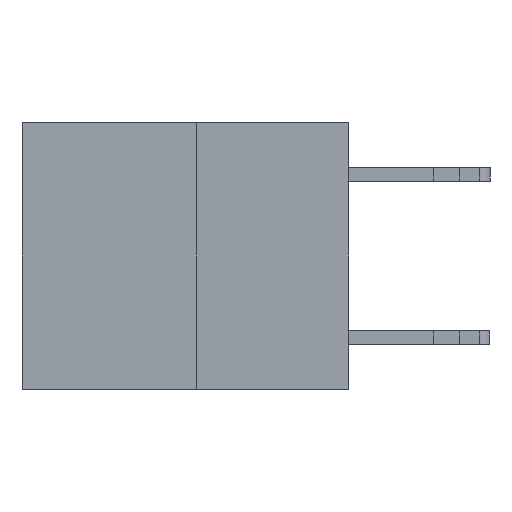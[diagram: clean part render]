
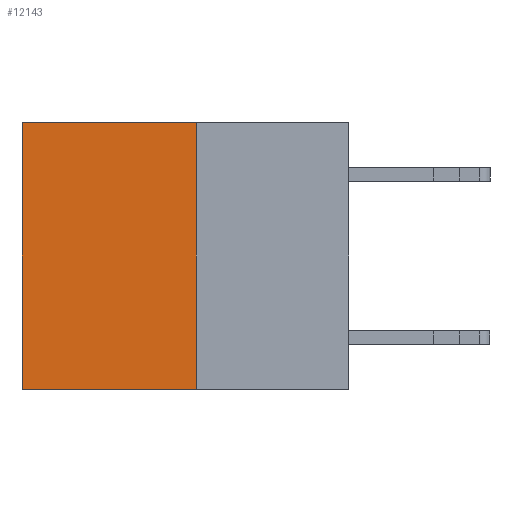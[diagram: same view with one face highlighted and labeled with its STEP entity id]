
A CAD part, left-side view. The second image highlights one B-rep face of the part: STEP entity #12143.
In plain terms, the highlighted planar face has unit normal (-1, 0, 0).
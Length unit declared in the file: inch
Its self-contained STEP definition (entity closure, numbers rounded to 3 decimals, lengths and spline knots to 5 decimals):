
#195 = EDGE_LOOP ( 'NONE', ( #8798, #4935, #10258, #3820 ) ) ;
#245 = CARTESIAN_POINT ( 'NONE',  ( 0.3165, 0.28, -0.49 ) ) ;
#425 = CARTESIAN_POINT ( 'NONE',  ( 0.3165, 0.28, 0. ) ) ;
#567 = DIRECTION ( 'NONE',  ( 0., 0., -1. ) ) ;
#608 = DIRECTION ( 'NONE',  ( 0., 1., 0. ) ) ;
#1135 = EDGE_CURVE ( 'NONE', #4435, #4329, #2996, .T. ) ;
#1760 = DIRECTION ( 'NONE',  ( 1., 0., 0. ) ) ;
#2478 = EDGE_CURVE ( 'NONE', #4329, #2575, #12969, .T. ) ;
#2575 = VERTEX_POINT ( 'NONE', #10000 ) ;
#2996 = LINE ( 'NONE', #10422, #6147 ) ;
#3332 = DIRECTION ( 'NONE',  ( 0., 0., -1. ) ) ;
#3820 = ORIENTED_EDGE ( 'NONE', *, *, #8333, .T. ) ;
#3844 = CARTESIAN_POINT ( 'NONE',  ( 0.3165, 0.28, -0.49 ) ) ;
#4329 = VERTEX_POINT ( 'NONE', #245 ) ;
#4435 = VERTEX_POINT ( 'NONE', #425 ) ;
#4935 = ORIENTED_EDGE ( 'NONE', *, *, #2478, .F. ) ;
#5707 = CARTESIAN_POINT ( 'NONE',  ( 0.3165, 0.28, -0.49 ) ) ;
#6147 = VECTOR ( 'NONE', #13171, 39.37008 ) ;
#6297 = EDGE_CURVE ( 'NONE', #9636, #2575, #6521, .T. ) ;
#6521 = LINE ( 'NONE', #11013, #12925 ) ;
#7308 = AXIS2_PLACEMENT_3D ( 'NONE', #3844, #1760, #567 ) ;
#7786 = LINE ( 'NONE', #12179, #13192 ) ;
#8108 = DIRECTION ( 'NONE',  ( 0., 1., 0. ) ) ;
#8333 = EDGE_CURVE ( 'NONE', #4435, #9636, #7786, .T. ) ;
#8798 = ORIENTED_EDGE ( 'NONE', *, *, #6297, .T. ) ;
#9464 = FACE_OUTER_BOUND ( 'NONE', #195, .T. ) ;
#9636 = VERTEX_POINT ( 'NONE', #11091 ) ;
#10000 = CARTESIAN_POINT ( 'NONE',  ( 0.3165, 0.6, -0.49 ) ) ;
#10258 = ORIENTED_EDGE ( 'NONE', *, *, #1135, .F. ) ;
#10422 = CARTESIAN_POINT ( 'NONE',  ( 0.3165, 0.28, -0.49 ) ) ;
#11013 = CARTESIAN_POINT ( 'NONE',  ( 0.3165, 0.6, -0.49 ) ) ;
#11091 = CARTESIAN_POINT ( 'NONE',  ( 0.3165, 0.6, 0. ) ) ;
#12143 = ADVANCED_FACE ( 'NONE', ( #9464 ), #13229, .F. ) ;
#12179 = CARTESIAN_POINT ( 'NONE',  ( 0.3165, 0.28, 0. ) ) ;
#12809 = VECTOR ( 'NONE', #608, 39.37008 ) ;
#12925 = VECTOR ( 'NONE', #3332, 39.37008 ) ;
#12969 = LINE ( 'NONE', #5707, #12809 ) ;
#13171 = DIRECTION ( 'NONE',  ( 0., 0., -1. ) ) ;
#13192 = VECTOR ( 'NONE', #8108, 39.37008 ) ;
#13229 = PLANE ( 'NONE',  #7308 ) ;
